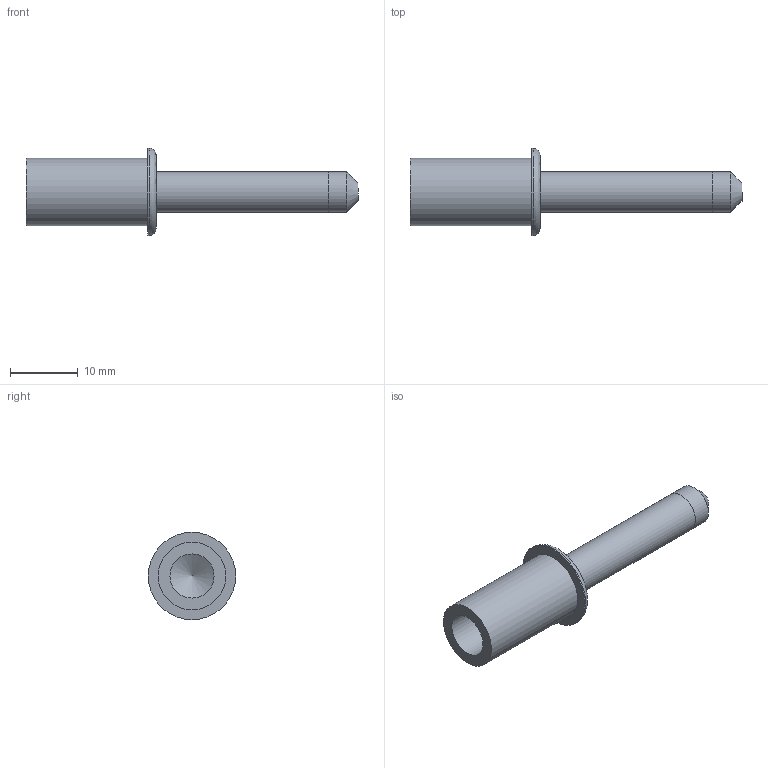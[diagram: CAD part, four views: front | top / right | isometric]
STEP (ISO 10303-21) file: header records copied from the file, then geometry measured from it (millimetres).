
FILE_DESCRIPTION(/* description */ (''),/* implementation_level */ '2;1');
FILE_NAME(/* name */ 'n 01 060 000x 1nxc001-01.stp',/* time_stamp */ '2021-04-20T13:19:51+02:00',/* author */ (''),/* organization */ (''),/* preprocessor_version */ 'ST-DEVELOPER v16.7',/* originating_system */ 'SIEMENS PLM Software NX 12.0',/* authorisation */ '');
FILE_SCHEMA (('AUTOMOTIVE_DESIGN { 1 0 10303 214 3 1 1 1 }'));
Length unit declared in the file: millimetre
Products named in the file (1): n 01 060 000x 1nxc001-01
Bounding box: 49 x 12.9 x 12.9 mm (x, y, z)
Volume: 1813.8 mm3; surface area: 1740.2 mm2
Topology: 1 solids, 1 shells, 12 faces, 24 edges, 16 vertices
Faces by surface type: cylinder 5, plane 4, cone 2, bspline 1
Full cylindrical faces by diameter (mm): 6 x2, 6.5 x1, 10 x1, 12.9 x1
Entity records: 377 total; most frequent: CARTESIAN_POINT 70, DIRECTION 46, AXIS2_PLACEMENT_3D 23, FACE_BOUND 22, EDGE_LOOP 22, ORIENTED_EDGE 22, PRESENTATION_STYLE_ASSIGNMENT 13, SURFACE_STYLE_USAGE 13
